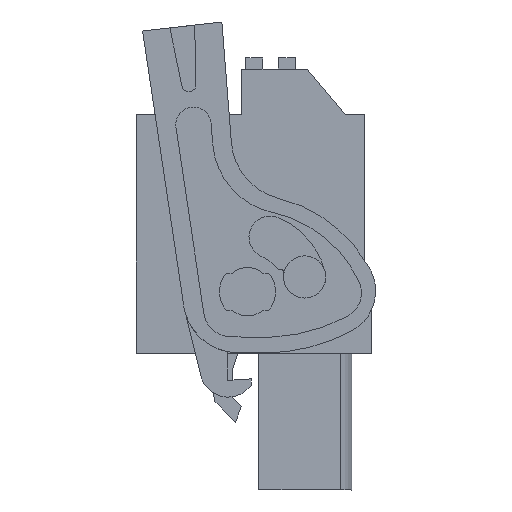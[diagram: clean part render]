
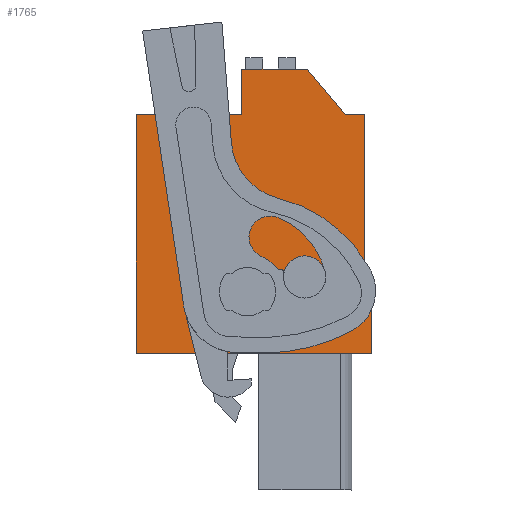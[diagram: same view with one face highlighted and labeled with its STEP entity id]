
A CAD part, left-side view. The second image highlights one B-rep face of the part: STEP entity #1765.
In plain terms, the highlighted planar face has unit normal (-1, 0, 0).
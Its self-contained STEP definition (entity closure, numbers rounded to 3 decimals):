
#1661=AXIS2_PLACEMENT_3D('Plane Axis2P3D',#1658,#1659,#1660) ;
#1731=AXIS2_PLACEMENT_3D('Circle Axis2P3D',#1729,#1730,$) ;
#1740=AXIS2_PLACEMENT_3D('Circle Axis2P3D',#1738,#1739,$) ;
#1749=AXIS2_PLACEMENT_3D('Circle Axis2P3D',#1747,#1748,$) ;
#1758=AXIS2_PLACEMENT_3D('Circle Axis2P3D',#1756,#1757,$) ;
#40=CARTESIAN_POINT('Vertex',(4.752,0.263,13.383)) ;
#45=CARTESIAN_POINT('Line Origine',(4.752,0.263,11.066)) ;
#49=CARTESIAN_POINT('Vertex',(4.752,0.263,8.75)) ;
#488=CARTESIAN_POINT('Line Origine',(4.752,7.788,8.75)) ;
#492=CARTESIAN_POINT('Vertex',(4.752,15.313,8.75)) ;
#1658=CARTESIAN_POINT('Axis2P3D Location',(4.752,0.263,0.)) ;
#1663=CARTESIAN_POINT('Line Origine',(4.752,0.488,13.608)) ;
#1667=CARTESIAN_POINT('Vertex',(4.752,0.713,13.833)) ;
#1670=CARTESIAN_POINT('Line Origine',(4.752,0.713,18.936)) ;
#1674=CARTESIAN_POINT('Vertex',(4.752,0.713,24.04)) ;
#1677=CARTESIAN_POINT('Line Origine',(4.752,1.327,24.04)) ;
#1681=CARTESIAN_POINT('Vertex',(4.752,1.942,24.04)) ;
#1684=CARTESIAN_POINT('Line Origine',(4.752,3.159,25.49)) ;
#1688=CARTESIAN_POINT('Vertex',(4.752,4.375,26.94)) ;
#1691=CARTESIAN_POINT('Line Origine',(4.752,6.469,26.94)) ;
#1695=CARTESIAN_POINT('Vertex',(4.752,8.563,26.94)) ;
#1698=CARTESIAN_POINT('Line Origine',(4.752,8.563,25.49)) ;
#1702=CARTESIAN_POINT('Vertex',(4.752,8.563,24.04)) ;
#1705=CARTESIAN_POINT('Line Origine',(4.752,11.938,24.04)) ;
#1709=CARTESIAN_POINT('Vertex',(4.752,15.313,24.04)) ;
#1712=CARTESIAN_POINT('Line Origine',(4.752,15.313,16.395)) ;
#1729=CARTESIAN_POINT('Axis2P3D Location',(4.752,8.204,12.691)) ;
#1733=CARTESIAN_POINT('Vertex',(4.752,8.204,11.141)) ;
#1735=CARTESIAN_POINT('Vertex',(4.752,8.204,14.241)) ;
#1738=CARTESIAN_POINT('Axis2P3D Location',(4.752,8.204,12.691)) ;
#1747=CARTESIAN_POINT('Axis2P3D Location',(4.752,4.544,13.641)) ;
#1751=CARTESIAN_POINT('Vertex',(4.752,4.544,14.991)) ;
#1753=CARTESIAN_POINT('Vertex',(4.752,4.544,12.291)) ;
#1756=CARTESIAN_POINT('Axis2P3D Location',(4.752,4.544,13.641)) ;
#46=DIRECTION('Vector Direction',(0.,0.,-1.)) ;
#489=DIRECTION('Vector Direction',(0.,1.,0.)) ;
#1659=DIRECTION('Axis2P3D Direction',(-1.,0.,0.)) ;
#1660=DIRECTION('Axis2P3D XDirection',(0.,0.,1.)) ;
#1664=DIRECTION('Vector Direction',(0.,-0.707,-0.707)) ;
#1671=DIRECTION('Vector Direction',(0.,0.,1.)) ;
#1678=DIRECTION('Vector Direction',(0.,1.,0.)) ;
#1685=DIRECTION('Vector Direction',(0.,-0.643,-0.766)) ;
#1692=DIRECTION('Vector Direction',(0.,-1.,0.)) ;
#1699=DIRECTION('Vector Direction',(0.,0.,1.)) ;
#1706=DIRECTION('Vector Direction',(0.,-1.,0.)) ;
#1713=DIRECTION('Vector Direction',(0.,0.,-1.)) ;
#1730=DIRECTION('Axis2P3D Direction',(-1.,0.,0.)) ;
#1739=DIRECTION('Axis2P3D Direction',(-1.,0.,0.)) ;
#1748=DIRECTION('Axis2P3D Direction',(-1.,0.,0.)) ;
#1757=DIRECTION('Axis2P3D Direction',(-1.,0.,0.)) ;
#47=VECTOR('Line Direction',#46,1.) ;
#490=VECTOR('Line Direction',#489,1.) ;
#1665=VECTOR('Line Direction',#1664,1.) ;
#1672=VECTOR('Line Direction',#1671,1.) ;
#1679=VECTOR('Line Direction',#1678,1.) ;
#1686=VECTOR('Line Direction',#1685,1.) ;
#1693=VECTOR('Line Direction',#1692,1.) ;
#1700=VECTOR('Line Direction',#1699,1.) ;
#1707=VECTOR('Line Direction',#1706,1.) ;
#1714=VECTOR('Line Direction',#1713,1.) ;
#1718=ORIENTED_EDGE('',*,*,#494,.T.) ;
#1719=ORIENTED_EDGE('',*,*,#51,.T.) ;
#1720=ORIENTED_EDGE('',*,*,#1669,.T.) ;
#1721=ORIENTED_EDGE('',*,*,#1676,.T.) ;
#1722=ORIENTED_EDGE('',*,*,#1683,.T.) ;
#1723=ORIENTED_EDGE('',*,*,#1690,.T.) ;
#1724=ORIENTED_EDGE('',*,*,#1697,.T.) ;
#1725=ORIENTED_EDGE('',*,*,#1704,.T.) ;
#1726=ORIENTED_EDGE('',*,*,#1711,.T.) ;
#1727=ORIENTED_EDGE('',*,*,#1716,.T.) ;
#1744=ORIENTED_EDGE('',*,*,#1737,.F.) ;
#1745=ORIENTED_EDGE('',*,*,#1742,.F.) ;
#1762=ORIENTED_EDGE('',*,*,#1755,.F.) ;
#1763=ORIENTED_EDGE('',*,*,#1760,.F.) ;
#1746=FACE_BOUND('',#1743,.T.) ;
#1764=FACE_BOUND('',#1761,.T.) ;
#1765=ADVANCED_FACE('HOUSING',(#1728,#1746,#1764),#1662,.T.) ;
#1732=CIRCLE('generated circle',#1731,1.55) ;
#1741=CIRCLE('generated circle',#1740,1.55) ;
#1750=CIRCLE('generated circle',#1749,1.35) ;
#1759=CIRCLE('generated circle',#1758,1.35) ;
#51=EDGE_CURVE('',#50,#41,#48,.F.) ;
#494=EDGE_CURVE('',#493,#50,#491,.F.) ;
#1669=EDGE_CURVE('',#41,#1668,#1666,.F.) ;
#1676=EDGE_CURVE('',#1668,#1675,#1673,.T.) ;
#1683=EDGE_CURVE('',#1675,#1682,#1680,.T.) ;
#1690=EDGE_CURVE('',#1682,#1689,#1687,.F.) ;
#1697=EDGE_CURVE('',#1689,#1696,#1694,.F.) ;
#1704=EDGE_CURVE('',#1696,#1703,#1701,.F.) ;
#1711=EDGE_CURVE('',#1703,#1710,#1708,.F.) ;
#1716=EDGE_CURVE('',#1710,#493,#1715,.T.) ;
#1737=EDGE_CURVE('',#1734,#1736,#1732,.T.) ;
#1742=EDGE_CURVE('',#1736,#1734,#1741,.T.) ;
#1755=EDGE_CURVE('',#1752,#1754,#1750,.T.) ;
#1760=EDGE_CURVE('',#1754,#1752,#1759,.T.) ;
#1717=EDGE_LOOP('',(#1718,#1719,#1720,#1721,#1722,#1723,#1724,#1725,#1726,#1727)) ;
#1743=EDGE_LOOP('',(#1744,#1745)) ;
#1761=EDGE_LOOP('',(#1762,#1763)) ;
#1728=FACE_OUTER_BOUND('',#1717,.T.) ;
#48=LINE('Line',#45,#47) ;
#491=LINE('Line',#488,#490) ;
#1666=LINE('Line',#1663,#1665) ;
#1673=LINE('Line',#1670,#1672) ;
#1680=LINE('Line',#1677,#1679) ;
#1687=LINE('Line',#1684,#1686) ;
#1694=LINE('Line',#1691,#1693) ;
#1701=LINE('Line',#1698,#1700) ;
#1708=LINE('Line',#1705,#1707) ;
#1715=LINE('Line',#1712,#1714) ;
#1662=PLANE('',#1661) ;
#41=VERTEX_POINT('',#40) ;
#50=VERTEX_POINT('',#49) ;
#493=VERTEX_POINT('',#492) ;
#1668=VERTEX_POINT('',#1667) ;
#1675=VERTEX_POINT('',#1674) ;
#1682=VERTEX_POINT('',#1681) ;
#1689=VERTEX_POINT('',#1688) ;
#1696=VERTEX_POINT('',#1695) ;
#1703=VERTEX_POINT('',#1702) ;
#1710=VERTEX_POINT('',#1709) ;
#1734=VERTEX_POINT('',#1733) ;
#1736=VERTEX_POINT('',#1735) ;
#1752=VERTEX_POINT('',#1751) ;
#1754=VERTEX_POINT('',#1753) ;
